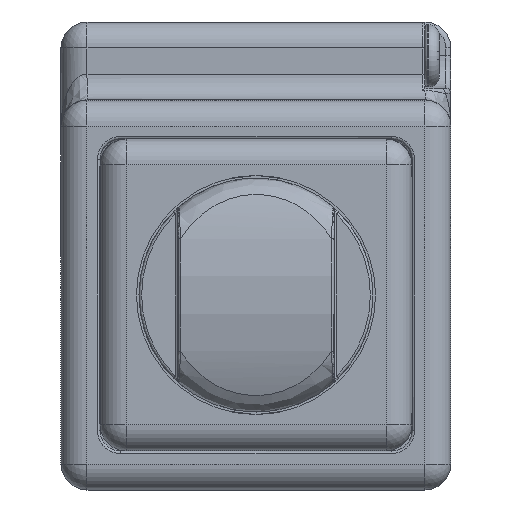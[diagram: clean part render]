
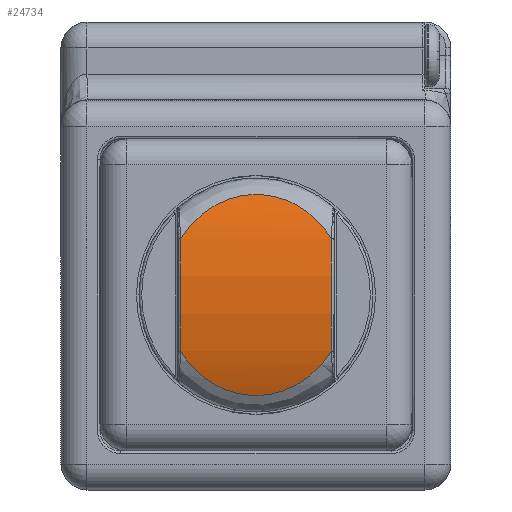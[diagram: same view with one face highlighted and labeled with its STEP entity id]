
A CAD part, front view. The second image highlights one B-rep face of the part: STEP entity #24734.
In plain terms, the highlighted cylindrical face has radius 10.625 mm (diameter 21.25 mm), a partial arc.
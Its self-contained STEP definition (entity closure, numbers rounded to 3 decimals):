
#21098=CARTESIAN_POINT('',(-2.9,-70.777,
2.163));
#21152=CARTESIAN_POINT('',(2.9,-70.777,
-2.163));
#21261=CARTESIAN_POINT('',(2.9,-60.375,0.));
#21262=DIRECTION('',(-1.,0.,0.));
#21263=DIRECTION('',(0.,-0.979,-0.204));
#21264=AXIS2_PLACEMENT_3D('',#21261,#21262,#21263);
#21266=CARTESIAN_POINT('',(2.9,-70.777,
-2.163));
#21267=CARTESIAN_POINT('',(2.828,-70.753,
-2.281));
#21268=CARTESIAN_POINT('',(2.673,-70.702,
-2.505));
#21269=CARTESIAN_POINT('',(2.41,-70.623,
-2.812));
#21270=CARTESIAN_POINT('',(2.122,-70.544,
-3.082));
#21271=CARTESIAN_POINT('',(1.815,-70.472,
-3.312));
#21272=CARTESIAN_POINT('',(1.496,-70.407,
-3.5));
#21273=CARTESIAN_POINT('',(1.168,-70.354,
-3.649));
#21274=CARTESIAN_POINT('',(0.836,-70.313,
-3.758));
#21275=CARTESIAN_POINT('',(0.502,-70.286,
-3.83));
#21276=CARTESIAN_POINT('',(0.168,-70.272,
-3.865));
#21277=CARTESIAN_POINT('',(-0.168,-70.272,
-3.865));
#21278=CARTESIAN_POINT('',(-0.503,-70.286,
-3.83));
#21279=CARTESIAN_POINT('',(-0.837,-70.313,
-3.758));
#21280=CARTESIAN_POINT('',(-1.168,-70.354,
-3.649));
#21281=CARTESIAN_POINT('',(-1.496,-70.407,
-3.5));
#21282=CARTESIAN_POINT('',(-1.815,-70.472,
-3.312));
#21283=CARTESIAN_POINT('',(-2.122,-70.544,
-3.082));
#21284=CARTESIAN_POINT('',(-2.41,-70.623,
-2.812));
#21285=CARTESIAN_POINT('',(-2.674,-70.702,
-2.505));
#21286=CARTESIAN_POINT('',(-2.828,-70.753,
-2.281));
#21287=CARTESIAN_POINT('',(-2.9,-70.777,
-2.163));
#21289=CARTESIAN_POINT('',(-2.9,-60.375,0.));
#21290=DIRECTION('',(1.,0.,0.));
#21291=DIRECTION('',(0.,-0.979,0.204));
#21292=AXIS2_PLACEMENT_3D('',#21289,#21290,#21291);
#21294=CARTESIAN_POINT('',(-2.9,-70.777,
2.163));
#21295=CARTESIAN_POINT('',(-2.828,-70.753,
2.281));
#21296=CARTESIAN_POINT('',(-2.674,-70.702,
2.505));
#21297=CARTESIAN_POINT('',(-2.41,-70.623,
2.812));
#21298=CARTESIAN_POINT('',(-2.122,-70.544,
3.082));
#21299=CARTESIAN_POINT('',(-1.815,-70.472,
3.312));
#21300=CARTESIAN_POINT('',(-1.496,-70.407,
3.5));
#21301=CARTESIAN_POINT('',(-1.168,-70.354,
3.649));
#21302=CARTESIAN_POINT('',(-0.837,-70.313,
3.758));
#21303=CARTESIAN_POINT('',(-0.503,-70.286,
3.83));
#21304=CARTESIAN_POINT('',(-0.168,-70.272,
3.865));
#21305=CARTESIAN_POINT('',(0.168,-70.272,
3.865));
#21306=CARTESIAN_POINT('',(0.502,-70.286,
3.83));
#21307=CARTESIAN_POINT('',(0.836,-70.313,
3.758));
#21308=CARTESIAN_POINT('',(1.168,-70.354,
3.649));
#21309=CARTESIAN_POINT('',(1.496,-70.407,
3.5));
#21310=CARTESIAN_POINT('',(1.815,-70.472,
3.312));
#21311=CARTESIAN_POINT('',(2.122,-70.544,
3.082));
#21312=CARTESIAN_POINT('',(2.41,-70.623,
2.812));
#21313=CARTESIAN_POINT('',(2.673,-70.702,
2.505));
#21314=CARTESIAN_POINT('',(2.828,-70.753,
2.281));
#21315=CARTESIAN_POINT('',(2.9,-70.777,
2.163));
#21743=VERTEX_POINT('',#21152);
#21745=CARTESIAN_POINT('',(2.9,-70.777,2.163));
#21746=VERTEX_POINT('',#21745);
#21749=VERTEX_POINT('',#21098);
#21751=CARTESIAN_POINT('',(-2.9,-70.777,-2.163));
#21752=VERTEX_POINT('',#21751);
#24722=CARTESIAN_POINT('',(-4.5,-60.375,0.));
#24723=DIRECTION('',(1.,0.,0.));
#24724=DIRECTION('',(0.,1.,0.));
#24725=AXIS2_PLACEMENT_3D('',#24722,#24723,#24724);
#24726=CYLINDRICAL_SURFACE('',#24725,10.625);
#24728=ORIENTED_EDGE('',*,*,#24727,.F.);
#24729=ORIENTED_EDGE('',*,*,#24547,.T.);
#24730=ORIENTED_EDGE('',*,*,#24714,.F.);
#24731=ORIENTED_EDGE('',*,*,#24202,.T.);
#24732=EDGE_LOOP('',(#24728,#24729,#24730,#24731));
#24733=FACE_OUTER_BOUND('',#24732,.F.);
#24734=ADVANCED_FACE('',(#24733),#24726,.T.);
#21265=CIRCLE('',#21264,10.625);
#21288=B_SPLINE_CURVE_WITH_KNOTS('',3,(#21266,#21267,#21268,#21269,#21270,
#21271,#21272,#21273,#21274,#21275,#21276,#21277,#21278,#21279,#21280,#21281,
#21282,#21283,#21284,#21285,#21286,#21287),.UNSPECIFIED.,.F.,.F.,(4,1,1,1,1,1,1,
1,1,1,1,1,1,1,1,1,1,1,1,4),(0.,0.053,0.105,
0.158,0.211,0.263,0.316,
0.368,0.421,0.474,0.526,
0.579,0.632,0.684,0.737,
0.789,0.842,0.895,0.947,1.),
.UNSPECIFIED.);
#21293=CIRCLE('',#21292,10.625);
#21316=B_SPLINE_CURVE_WITH_KNOTS('',3,(#21294,#21295,#21296,#21297,#21298,
#21299,#21300,#21301,#21302,#21303,#21304,#21305,#21306,#21307,#21308,#21309,
#21310,#21311,#21312,#21313,#21314,#21315),.UNSPECIFIED.,.F.,.F.,(4,1,1,1,1,1,1,
1,1,1,1,1,1,1,1,1,1,1,1,4),(0.,0.053,0.105,
0.158,0.211,0.263,0.316,
0.368,0.421,0.474,0.526,
0.579,0.632,0.684,0.737,
0.789,0.842,0.895,0.947,1.),
.UNSPECIFIED.);
#24202=EDGE_CURVE('',#21749,#21746,#21316,.T.);
#24547=EDGE_CURVE('',#21743,#21752,#21288,.T.);
#24714=EDGE_CURVE('',#21749,#21752,#21293,.T.);
#24727=EDGE_CURVE('',#21743,#21746,#21265,.T.);
